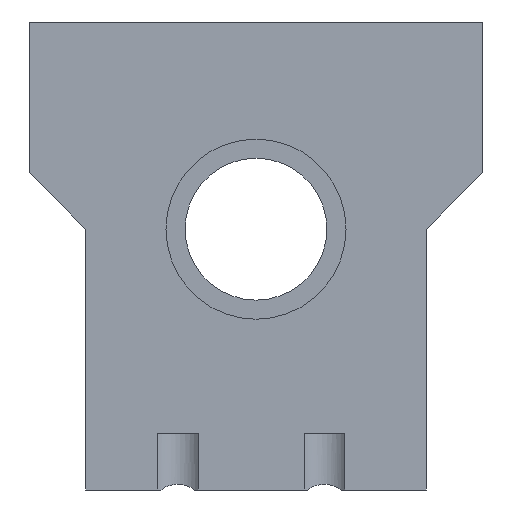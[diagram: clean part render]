
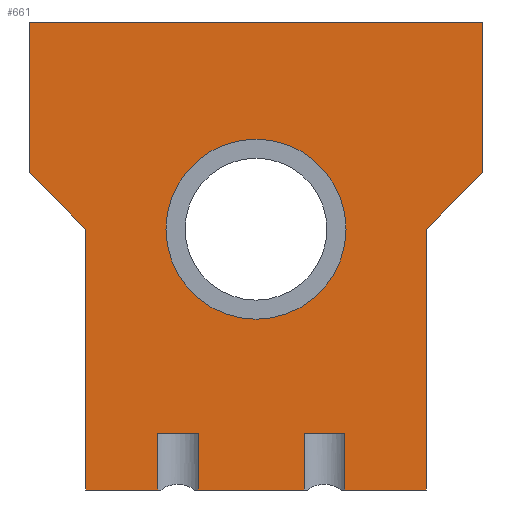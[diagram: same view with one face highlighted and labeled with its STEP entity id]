
A CAD part, front view. The second image highlights one B-rep face of the part: STEP entity #661.
In plain terms, the highlighted planar face has unit normal (0, -1, 0).
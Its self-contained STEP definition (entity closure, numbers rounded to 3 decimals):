
#37=PLANE('',#743);
#47=FACE_BOUND('',#131,.T.);
#89=FACE_OUTER_BOUND('',#130,.T.);
#130=EDGE_LOOP('',(#588,#589,#590,#591,#592,#593,#594,#595,#596,#597,#598,
#599,#600,#601,#602,#603));
#131=EDGE_LOOP('',(#604));
#141=CIRCLE('',#694,6.35);
#174=LINE('',#1081,#233);
#185=LINE('',#1107,#244);
#186=LINE('',#1111,#245);
#187=LINE('',#1116,#246);
#189=LINE('',#1121,#248);
#190=LINE('',#1124,#249);
#191=LINE('',#1127,#250);
#192=LINE('',#1130,#251);
#198=LINE('',#1142,#257);
#200=LINE('',#1145,#259);
#202=LINE('',#1150,#261);
#210=LINE('',#1175,#269);
#211=LINE('',#1177,#270);
#214=LINE('',#1188,#273);
#217=LINE('',#1199,#276);
#218=LINE('',#1200,#277);
#233=VECTOR('',#799,10.);
#244=VECTOR('',#822,10.);
#245=VECTOR('',#825,10.);
#246=VECTOR('',#832,10.);
#248=VECTOR('',#836,10.);
#249=VECTOR('',#841,10.);
#250=VECTOR('',#844,10.);
#251=VECTOR('',#847,10.);
#257=VECTOR('',#857,10.);
#259=VECTOR('',#861,10.);
#261=VECTOR('',#865,10.);
#269=VECTOR('',#895,10.);
#270=VECTOR('',#898,10.);
#273=VECTOR('',#911,10.);
#276=VECTOR('',#924,10.);
#277=VECTOR('',#925,10.);
#290=VERTEX_POINT('',#1044);
#304=VERTEX_POINT('',#1078);
#305=VERTEX_POINT('',#1080);
#313=VERTEX_POINT('',#1104);
#314=VERTEX_POINT('',#1106);
#315=VERTEX_POINT('',#1108);
#316=VERTEX_POINT('',#1110);
#317=VERTEX_POINT('',#1114);
#318=VERTEX_POINT('',#1118);
#319=VERTEX_POINT('',#1120);
#320=VERTEX_POINT('',#1126);
#321=VERTEX_POINT('',#1128);
#324=VERTEX_POINT('',#1139);
#325=VERTEX_POINT('',#1141);
#326=VERTEX_POINT('',#1147);
#327=VERTEX_POINT('',#1149);
#333=VERTEX_POINT('',#1173);
#354=EDGE_CURVE('',#290,#290,#141,.T.);
#370=EDGE_CURVE('',#305,#304,#174,.T.);
#385=EDGE_CURVE('',#314,#313,#185,.T.);
#387=EDGE_CURVE('',#316,#315,#186,.T.);
#390=EDGE_CURVE('',#313,#317,#187,.T.);
#392=EDGE_CURVE('',#319,#318,#189,.T.);
#394=EDGE_CURVE('',#304,#316,#190,.T.);
#395=EDGE_CURVE('',#320,#319,#191,.T.);
#397=EDGE_CURVE('',#317,#321,#192,.T.);
#403=EDGE_CURVE('',#324,#325,#198,.T.);
#405=EDGE_CURVE('',#305,#324,#200,.T.);
#407=EDGE_CURVE('',#326,#327,#202,.T.);
#419=EDGE_CURVE('',#333,#326,#210,.T.);
#420=EDGE_CURVE('',#315,#314,#211,.T.);
#425=EDGE_CURVE('',#321,#320,#214,.T.);
#430=EDGE_CURVE('',#318,#327,#217,.T.);
#431=EDGE_CURVE('',#325,#333,#218,.T.);
#588=ORIENTED_EDGE('',*,*,#387,.T.);
#589=ORIENTED_EDGE('',*,*,#420,.T.);
#590=ORIENTED_EDGE('',*,*,#385,.T.);
#591=ORIENTED_EDGE('',*,*,#390,.T.);
#592=ORIENTED_EDGE('',*,*,#397,.T.);
#593=ORIENTED_EDGE('',*,*,#425,.T.);
#594=ORIENTED_EDGE('',*,*,#395,.T.);
#595=ORIENTED_EDGE('',*,*,#392,.T.);
#596=ORIENTED_EDGE('',*,*,#430,.T.);
#597=ORIENTED_EDGE('',*,*,#407,.F.);
#598=ORIENTED_EDGE('',*,*,#419,.F.);
#599=ORIENTED_EDGE('',*,*,#431,.F.);
#600=ORIENTED_EDGE('',*,*,#403,.F.);
#601=ORIENTED_EDGE('',*,*,#405,.F.);
#602=ORIENTED_EDGE('',*,*,#370,.T.);
#603=ORIENTED_EDGE('',*,*,#394,.T.);
#604=ORIENTED_EDGE('',*,*,#354,.T.);
#661=ADVANCED_FACE('',(#89,#47),#37,.F.);
#694=AXIS2_PLACEMENT_3D('',#1045,#772,#773);
#743=AXIS2_PLACEMENT_3D('',#1198,#922,#923);
#772=DIRECTION('center_axis',(0.,1.,0.));
#773=DIRECTION('ref_axis',(1.,0.,0.));
#799=DIRECTION('',(0.,0.,-1.));
#822=DIRECTION('',(0.,0.,-1.));
#825=DIRECTION('',(0.,0.,1.));
#832=DIRECTION('',(1.,0.,0.));
#836=DIRECTION('',(1.,0.,0.));
#841=DIRECTION('',(1.,0.,0.));
#844=DIRECTION('',(0.,0.,-1.));
#847=DIRECTION('',(0.,0.,1.));
#857=DIRECTION('',(0.,0.,1.));
#861=DIRECTION('',(-0.707,0.,0.707));
#865=DIRECTION('',(-0.707,0.,-0.707));
#895=DIRECTION('',(0.,0.,-1.));
#898=DIRECTION('',(1.,0.,0.));
#911=DIRECTION('',(1.,0.,0.));
#922=DIRECTION('center_axis',(0.,1.,0.));
#923=DIRECTION('ref_axis',(0.,0.,1.));
#924=DIRECTION('',(0.,0.,1.));
#925=DIRECTION('',(1.,0.,0.));
#1044=CARTESIAN_POINT('',(2.65,0.,13.39));
#1045=CARTESIAN_POINT('Origin',(9.,0.,13.39));
#1078=CARTESIAN_POINT('',(-3.,0.,-5.));
#1080=CARTESIAN_POINT('',(-3.,0.,13.39));
#1081=CARTESIAN_POINT('',(-3.,0.,28.));
#1104=CARTESIAN_POINT('',(4.918,0.,-5.));
#1106=CARTESIAN_POINT('',(4.918,0.,-1.));
#1107=CARTESIAN_POINT('',(4.918,0.,-3.));
#1108=CARTESIAN_POINT('',(2.061,0.,-1.));
#1110=CARTESIAN_POINT('',(2.061,0.,-5.));
#1111=CARTESIAN_POINT('',(2.061,0.,-3.));
#1114=CARTESIAN_POINT('',(12.395,0.,-5.));
#1116=CARTESIAN_POINT('',(-3.,0.,-5.));
#1118=CARTESIAN_POINT('',(21.,0.,-5.));
#1120=CARTESIAN_POINT('',(15.252,0.,-5.));
#1121=CARTESIAN_POINT('',(-3.,0.,-5.));
#1124=CARTESIAN_POINT('',(-3.,0.,-5.));
#1126=CARTESIAN_POINT('',(15.252,0.,-1.));
#1127=CARTESIAN_POINT('',(15.252,0.,-3.));
#1128=CARTESIAN_POINT('',(12.395,0.,-1.));
#1130=CARTESIAN_POINT('',(12.395,0.,-3.));
#1139=CARTESIAN_POINT('',(-7.,0.,17.39));
#1141=CARTESIAN_POINT('',(-7.,0.,28.));
#1142=CARTESIAN_POINT('',(-7.,0.,17.39));
#1145=CARTESIAN_POINT('',(-1.152,0.,11.543));
#1147=CARTESIAN_POINT('',(25.,0.,17.39));
#1149=CARTESIAN_POINT('',(21.,0.,13.39));
#1150=CARTESIAN_POINT('',(19.152,0.,11.543));
#1173=CARTESIAN_POINT('',(25.,0.,28.));
#1175=CARTESIAN_POINT('',(25.,0.,28.));
#1177=CARTESIAN_POINT('',(6.245,0.,-1.));
#1188=CARTESIAN_POINT('',(11.412,0.,-1.));
#1198=CARTESIAN_POINT('Origin',(9.,0.,14.));
#1199=CARTESIAN_POINT('',(21.,0.,-5.));
#1200=CARTESIAN_POINT('',(0.,0.,28.));
